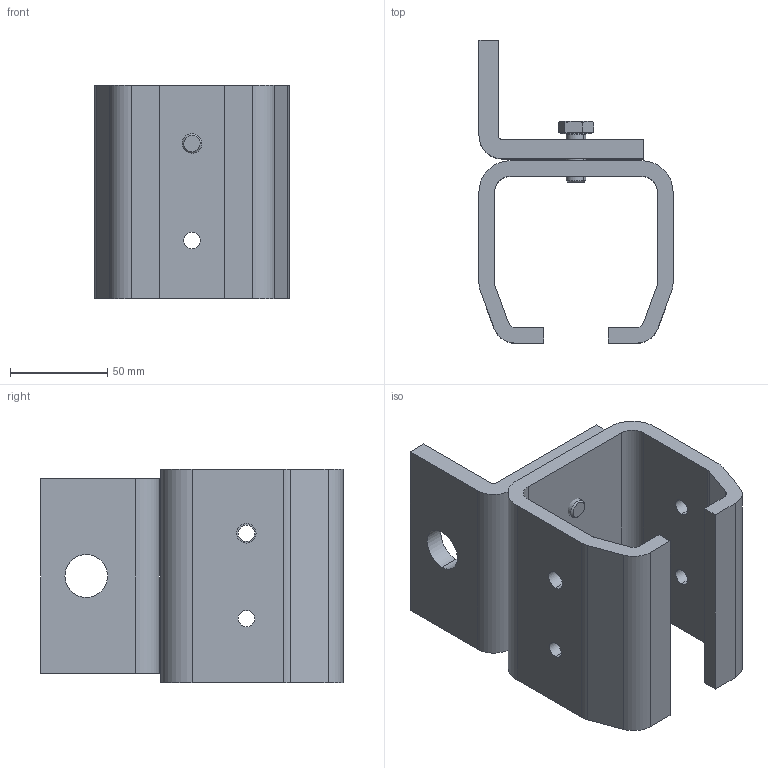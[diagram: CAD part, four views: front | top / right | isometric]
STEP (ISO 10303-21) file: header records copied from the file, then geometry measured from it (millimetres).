
FILE_DESCRIPTION (( 'STEP AP214' ), '1' );
FILE_NAME ('26.B01.STEP', '2016-07-15T07:40:05', ( '' ), ( '' ), 'SwSTEP 2.0', 'SolidWorks 2015', '' );
FILE_SCHEMA (( 'AUTOMOTIVE_DESIGN' ));
Length unit declared in the file: millimetre
Products named in the file (1): 26.B01
Bounding box: 100 x 156 x 110 mm (x, y, z)
Volume: 385170.4 mm3; surface area: 104802.1 mm2
Topology: 3 solids, 3 shells, 87 faces, 222 edges, 142 vertices
Faces by surface type: plane 41, cylinder 36, cone 8, torus 2
Entity records: 3733 total; most frequent: CARTESIAN_POINT 524, DIRECTION 474, ORIENTED_EDGE 444, EDGE_CURVE 222, AXIS2_PLACEMENT_3D 176, VERTEX_POINT 142, VECTOR 122, LINE 122
